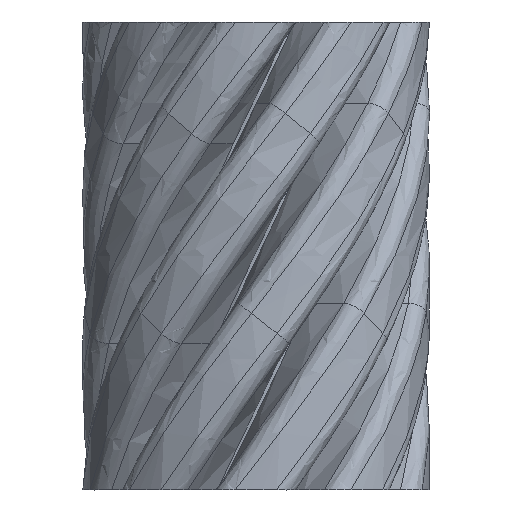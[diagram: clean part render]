
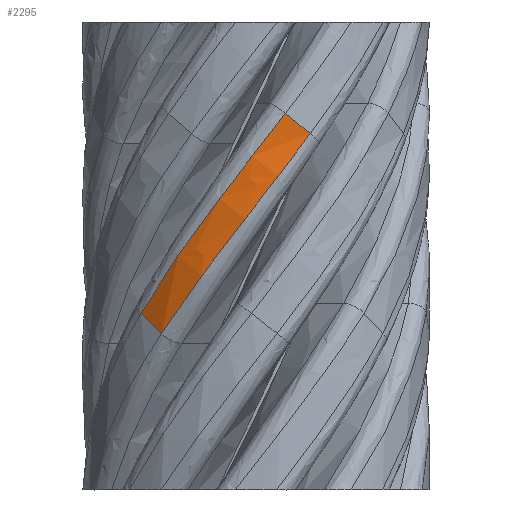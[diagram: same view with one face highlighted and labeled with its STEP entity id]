
A CAD part, left-side view. The second image highlights one B-rep face of the part: STEP entity #2295.
In plain terms, the highlighted free-form (B-spline) face has degree [3, 3] with [4, 6] control points.
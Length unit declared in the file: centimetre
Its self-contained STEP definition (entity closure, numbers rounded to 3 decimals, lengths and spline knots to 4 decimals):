
#39=LINE('',#3868,#93);
#76=LINE('',#7224,#130);
#93=VECTOR('',#2611,1.);
#130=VECTOR('',#2714,1.);
#254=B_SPLINE_SURFACE_WITH_KNOTS('',3,3,((#7199,#7200,#7201,#7202,#7203,
#7204),(#7205,#7206,#7207,#7208,#7209,#7210),(#7211,#7212,#7213,#7214,#7215,
#7216),(#7217,#7218,#7219,#7220,#7221,#7222)),.UNSPECIFIED.,.F.,.F.,.F.,
(4,4),(4,2,4),(0.,0.14),(1.7928,2.429,
2.6872),.UNSPECIFIED.);
#399=FACE_OUTER_BOUND('',#545,.T.);
#545=EDGE_LOOP('',(#2092,#2093,#2094,#2095));
#753=B_SPLINE_CURVE_WITH_KNOTS('',3,(#7157,#7158,#7159,#7160,#7161,#7162),
 .UNSPECIFIED.,.F.,.F.,(4,2,4),(1.7928,2.429,2.6872),
 .UNSPECIFIED.);
#755=B_SPLINE_CURVE_WITH_KNOTS('',3,(#7225,#7226,#7227,#7228,#7229,#7230),
 .UNSPECIFIED.,.F.,.F.,(4,2,4),(1.7928,2.429,2.6872),
 .UNSPECIFIED.);
#1000=VERTEX_POINT('',#3841);
#1001=VERTEX_POINT('',#3863);
#1076=VERTEX_POINT('',#7155);
#1077=VERTEX_POINT('',#7223);
#1238=EDGE_CURVE('',#1000,#1001,#39,.T.);
#1420=EDGE_CURVE('',#1076,#1001,#753,.T.);
#1422=EDGE_CURVE('',#1077,#1076,#76,.T.);
#1423=EDGE_CURVE('',#1077,#1000,#755,.T.);
#2092=ORIENTED_EDGE('',*,*,#1238,.T.);
#2093=ORIENTED_EDGE('',*,*,#1420,.F.);
#2094=ORIENTED_EDGE('',*,*,#1422,.F.);
#2095=ORIENTED_EDGE('',*,*,#1423,.T.);
#2295=ADVANCED_FACE('',(#399),#254,.T.);
#2611=DIRECTION('',(-0.19,0.763,0.618));
#2714=DIRECTION('',(0.476,0.626,0.618));
#3841=CARTESIAN_POINT('',(-0.7043,-0.2317,2.523));
#3863=CARTESIAN_POINT('',(-0.7308,-0.1251,2.6093));
#3868=CARTESIAN_POINT('',(-0.7043,-0.2317,2.523));
#7155=CARTESIAN_POINT('',(-0.5552,0.4918,1.7552));
#7157=CARTESIAN_POINT('Ctrl Pts',(-0.5552,0.4918,
1.7552));
#7158=CARTESIAN_POINT('Ctrl Pts',(-0.6595,0.3729,1.9587));
#7159=CARTESIAN_POINT('Ctrl Pts',(-0.725,0.2229,2.1602));
#7160=CARTESIAN_POINT('Ctrl Pts',(-0.7448,0.0026,
2.4445));
#7161=CARTESIAN_POINT('Ctrl Pts',(-0.7419,-0.0618,
2.5266));
#7162=CARTESIAN_POINT('Ctrl Pts',(-0.7308,-0.1251,
2.6093));
#7199=CARTESIAN_POINT('Ctrl Pts',(-0.5552,0.4918,
1.7552));
#7200=CARTESIAN_POINT('Ctrl Pts',(-0.6595,0.3729,1.9587));
#7201=CARTESIAN_POINT('Ctrl Pts',(-0.725,0.2229,2.1602));
#7202=CARTESIAN_POINT('Ctrl Pts',(-0.7448,0.0026,
2.4445));
#7203=CARTESIAN_POINT('Ctrl Pts',(-0.7419,-0.0618,
2.5266));
#7204=CARTESIAN_POINT('Ctrl Pts',(-0.7308,-0.1251,
2.6093));
#7205=CARTESIAN_POINT('Ctrl Pts',(-0.5774,0.4626,
1.7264));
#7206=CARTESIAN_POINT('Ctrl Pts',(-0.6755,0.3391,1.93));
#7207=CARTESIAN_POINT('Ctrl Pts',(-0.7333,0.1861,2.1312));
#7208=CARTESIAN_POINT('Ctrl Pts',(-0.7422,-0.0342,
2.4156));
#7209=CARTESIAN_POINT('Ctrl Pts',(-0.7361,-0.0982,
2.4979));
#7210=CARTESIAN_POINT('Ctrl Pts',(-0.722,-0.1607,
2.5805));
#7211=CARTESIAN_POINT('Ctrl Pts',(-0.5996,0.4335,1.6976));
#7212=CARTESIAN_POINT('Ctrl Pts',(-0.6915,0.3053,
1.9014));
#7213=CARTESIAN_POINT('Ctrl Pts',(-0.7416,0.1494,
2.1023));
#7214=CARTESIAN_POINT('Ctrl Pts',(-0.7396,-0.071,
2.3868));
#7215=CARTESIAN_POINT('Ctrl Pts',(-0.7303,-0.1345,2.4691));
#7216=CARTESIAN_POINT('Ctrl Pts',(-0.7131,-0.1962,
2.5518));
#7217=CARTESIAN_POINT('Ctrl Pts',(-0.6218,0.4043,1.6688));
#7218=CARTESIAN_POINT('Ctrl Pts',(-0.7075,0.2715,
1.8727));
#7219=CARTESIAN_POINT('Ctrl Pts',(-0.75,0.1126,
2.0734));
#7220=CARTESIAN_POINT('Ctrl Pts',(-0.7369,-0.1078,
2.358));
#7221=CARTESIAN_POINT('Ctrl Pts',(-0.7245,-0.1708,
2.4403));
#7222=CARTESIAN_POINT('Ctrl Pts',(-0.7043,-0.2317,
2.523));
#7223=CARTESIAN_POINT('',(-0.6218,0.4043,1.6688));
#7224=CARTESIAN_POINT('',(-0.6218,0.4043,1.6688));
#7225=CARTESIAN_POINT('Ctrl Pts',(-0.6218,0.4043,1.6688));
#7226=CARTESIAN_POINT('Ctrl Pts',(-0.7075,0.2715,
1.8727));
#7227=CARTESIAN_POINT('Ctrl Pts',(-0.75,0.1126,
2.0734));
#7228=CARTESIAN_POINT('Ctrl Pts',(-0.7369,-0.1078,
2.358));
#7229=CARTESIAN_POINT('Ctrl Pts',(-0.7245,-0.1708,
2.4403));
#7230=CARTESIAN_POINT('Ctrl Pts',(-0.7043,-0.2317,
2.523));
